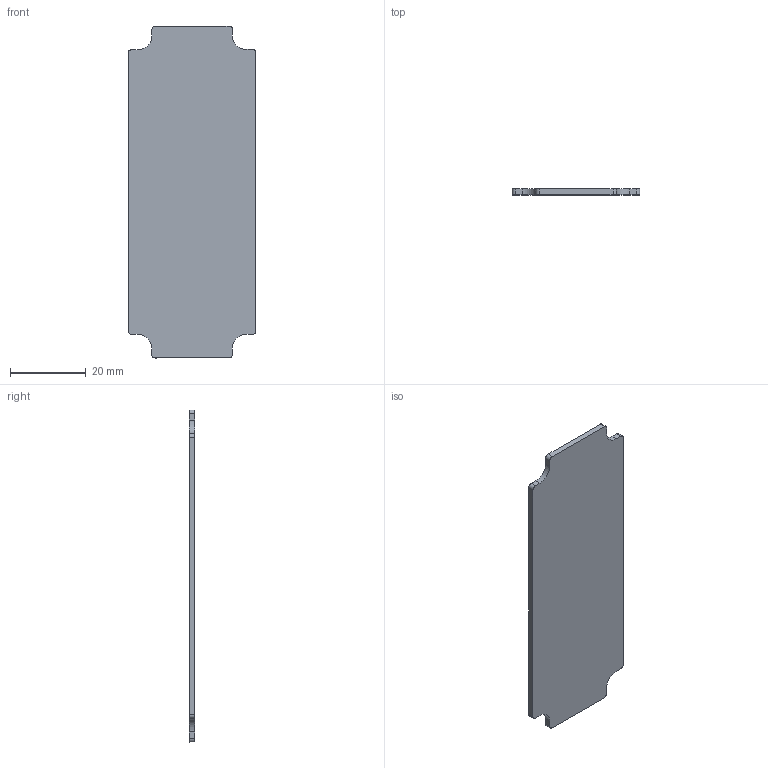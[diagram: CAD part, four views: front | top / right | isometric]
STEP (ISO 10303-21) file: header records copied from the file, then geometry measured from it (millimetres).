
FILE_DESCRIPTION (( 'STEP AP214' ), '1' );
FILE_NAME ('EffectsBoard.STEP', '2020-05-29T06:30:08', ( '' ), ( '' ), 'SwSTEP 2.0', 'SolidWorks 2020', '' );
FILE_SCHEMA (( 'AUTOMOTIVE_DESIGN' ));
Length unit declared in the file: millimetre
Products named in the file (1): EffectsBoard
Bounding box: 33.8 x 1.57 x 87.9 mm (x, y, z)
Volume: 4435.3 mm3; surface area: 6017.8 mm2
Topology: 1 solids, 1 shells, 26 faces, 72 edges, 48 vertices
Faces by surface type: plane 14, bspline 8, cylinder 4
Entity records: 1002 total; most frequent: CARTESIAN_POINT 347, ORIENTED_EDGE 144, DIRECTION 102, EDGE_CURVE 72, LINE 48, VECTOR 48, VERTEX_POINT 48, AXIS2_PLACEMENT_3D 27
